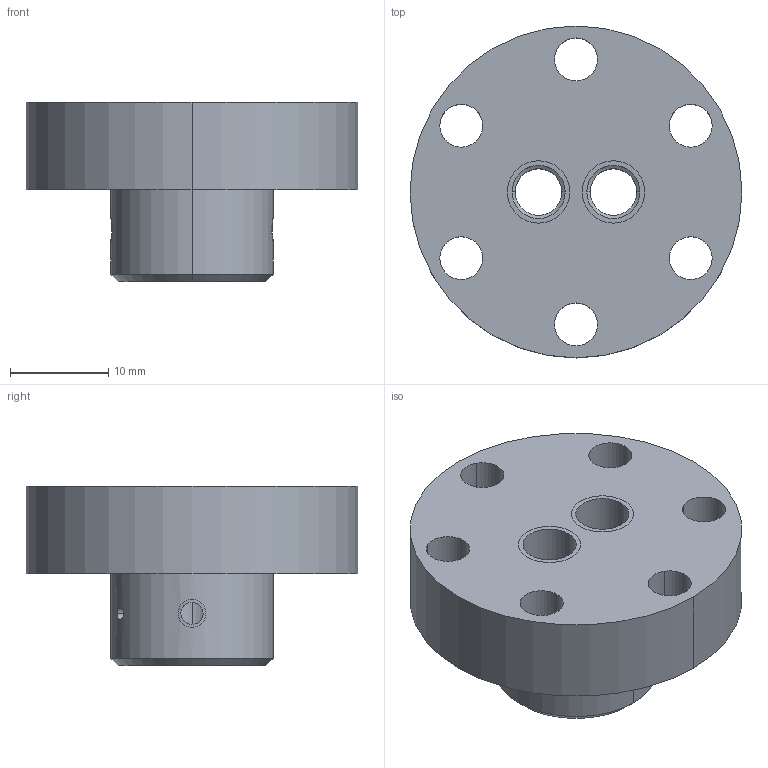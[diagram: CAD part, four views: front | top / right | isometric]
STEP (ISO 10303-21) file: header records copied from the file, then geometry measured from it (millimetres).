
FILE_DESCRIPTION((''),'2;1');
FILE_NAME('193321_ASM','2016-02-10T',('pdmadmin'),(''),'PRO/ENGINEER BY PARAMETRIC TECHNOLOGY CORPORATION, 2013230','PRO/ENGINEER BY PARAMETRIC TECHNOLOGY CORPORATION, 2013230','');
FILE_SCHEMA(('CONFIG_CONTROL_DESIGN'));
Length unit declared in the file: inch
Products named in the file (2): 22680; 193321_ASM
Assembly tree (1 placements, depth 2):
  193321_ASM
    22680
Bounding box: 33.78 x 33.78 x 18.29 mm (x, y, z)
Volume: 8355.5 mm3; surface area: 4645.2 mm2
Topology: 1 solids, 5 shells, 54 faces, 164 edges, 114 vertices
Faces by surface type: cylinder 42, plane 6, cone 6
Entity records: 2284 total; most frequent: CARTESIAN_POINT 709, DIRECTION 316, ORIENTED_EDGE 292, EDGE_CURVE 164, AXIS2_PLACEMENT_3D 133, VERTEX_POINT 114, EDGE_LOOP 80, CIRCLE 74
